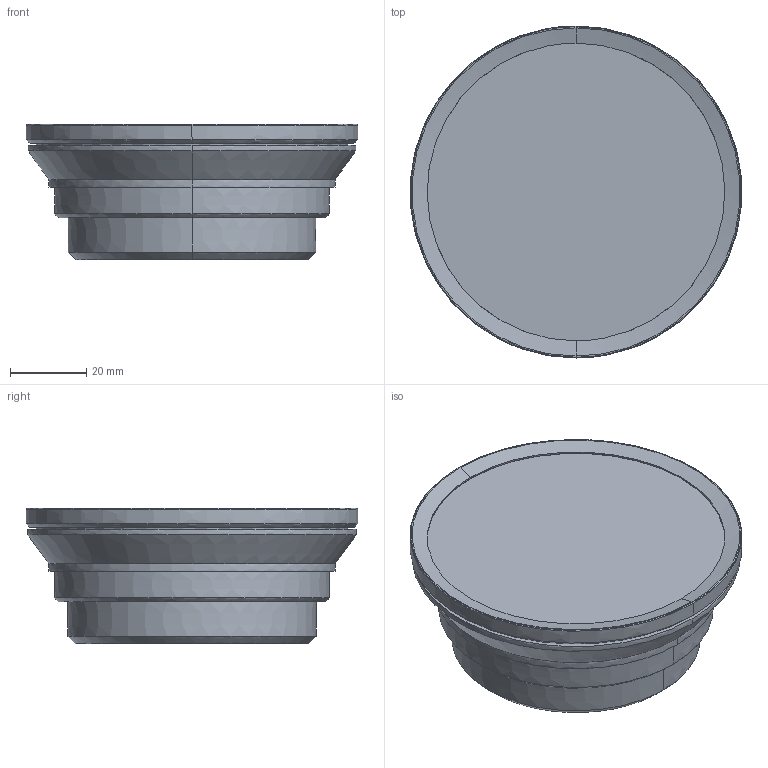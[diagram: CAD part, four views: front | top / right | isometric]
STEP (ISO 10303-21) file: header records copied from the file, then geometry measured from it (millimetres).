
FILE_DESCRIPTION (( 'STEP AP203' ), '1' );
FILE_NAME ('630012.STEP', '2021-06-03T02:46:11', ( '' ), ( '' ), 'SwSTEP 2.0', 'SolidWorks 2020', '' );
FILE_SCHEMA (( 'CONFIG_CONTROL_DESIGN' ));
Length unit declared in the file: millimetre
Products named in the file (1): 630012
Bounding box: 87 x 87 x 35.49 mm (x, y, z)
Surface area: 23945.5 mm2 (no closed solid volume)
Topology: 0 solids, 2 shells, 72 faces, 160 edges, 97 vertices
Faces by surface type: bspline 72
Entity records: 14459 total; most frequent: CARTESIAN_POINT 13335, ORIENTED_EDGE 316, B_SPLINE_CURVE_WITH_KNOTS 160, EDGE_CURVE 160, VERTEX_POINT 97, EDGE_LOOP 81, ADVANCED_FACE 72, FACE_OUTER_BOUND 72
